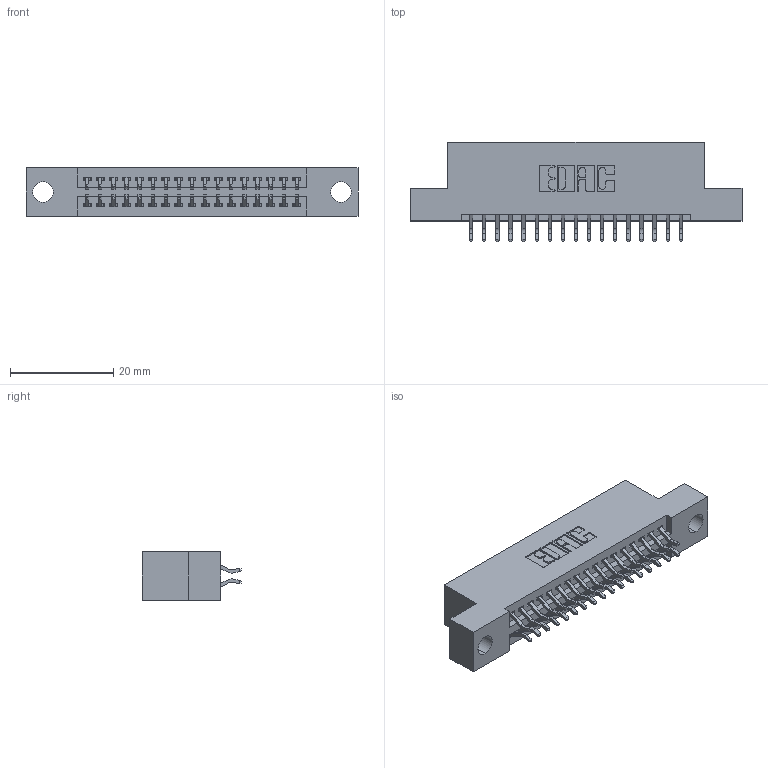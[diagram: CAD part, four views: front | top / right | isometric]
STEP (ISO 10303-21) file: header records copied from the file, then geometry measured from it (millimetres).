
FILE_DESCRIPTION (( 'STEP AP203' ), '1' );
FILE_NAME ('395-034-556-204.STEP', '2021-06-16T20:54:55', ( '' ), ( '' ), 'SwSTEP 2.0', 'SolidWorks 2020', '' );
FILE_SCHEMA (( 'CONFIG_CONTROL_DESIGN' ));
Length unit declared in the file: inch
Products named in the file (3): 395-034-556-204; 345-292-001_556 Tail; 345 Part_Flush Mounting Lugs - 0.156 Dia-TI
Assembly tree (35 placements, depth 2):
  395-034-556-204
    345 Part_Flush Mounting Lugs - 0.156 Dia-TI
    345-292-001_556 Tail  x34
Bounding box: 64.39 x 19.24 x 9.4 mm (x, y, z)
Volume: 5915.5 mm3; surface area: 8081.7 mm2
Topology: 35 solids, 35 shells, 2044 faces, 6055 edges, 3990 vertices
Faces by surface type: plane 1352, cylinder 692
Entity records: 17343 total; most frequent: CARTESIAN_POINT 2950, ORIENTED_EDGE 2870, DIRECTION 2619, EDGE_CURVE 1435, LINE 1227, VECTOR 1227, VERTEX_POINT 954, AXIS2_PLACEMENT_3D 696
